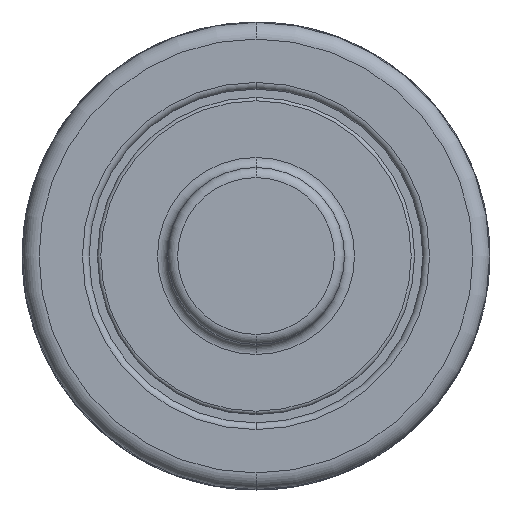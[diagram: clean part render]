
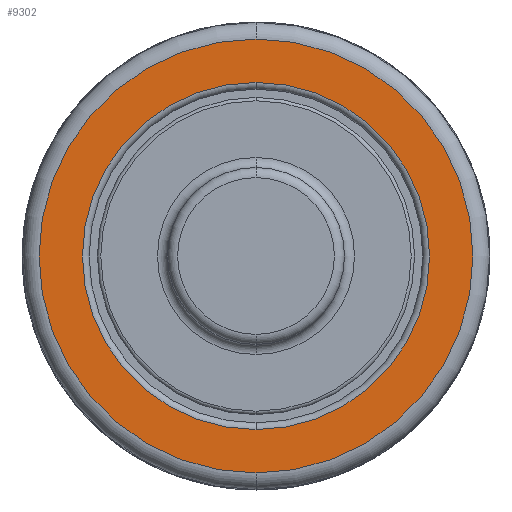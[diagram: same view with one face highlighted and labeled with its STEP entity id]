
A CAD part, left-side view. The second image highlights one B-rep face of the part: STEP entity #9302.
In plain terms, the highlighted planar face has unit normal (-1, 0, 0).
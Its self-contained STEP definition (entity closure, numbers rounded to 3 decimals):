
#512 = DIRECTION ( 'NONE',  ( 1., 0., 0. ) ) ;
#1547 = CARTESIAN_POINT ( 'NONE',  ( 0., 0., -5.2 ) ) ;
#2814 = EDGE_CURVE ( 'NONE', #3038, #21576, #7002, .T. ) ;
#3017 = CARTESIAN_POINT ( 'NONE',  ( 0., 0., 0. ) ) ;
#3038 = VERTEX_POINT ( 'NONE', #12335 ) ;
#3641 = CIRCLE ( 'NONE', #16599, 6.5 ) ;
#4472 = PLANE ( 'NONE',  #7392 ) ;
#5710 = ORIENTED_EDGE ( 'NONE', *, *, #13193, .T. ) ;
#5713 = CIRCLE ( 'NONE', #12808, 5.2 ) ;
#5937 = VERTEX_POINT ( 'NONE', #11243 ) ;
#6570 = FACE_OUTER_BOUND ( 'NONE', #9260, .T. ) ;
#7002 = CIRCLE ( 'NONE', #14950, 5.2 ) ;
#7392 = AXIS2_PLACEMENT_3D ( 'NONE', #10500, #512, #8530 ) ;
#7894 = DIRECTION ( 'NONE',  ( 1., 0., 0. ) ) ;
#8530 = DIRECTION ( 'NONE',  ( 0., 0., -1. ) ) ;
#9163 = CIRCLE ( 'NONE', #23767, 6.5 ) ;
#9260 = EDGE_LOOP ( 'NONE', ( #19351, #5710 ) ) ;
#9302 = ADVANCED_FACE ( 'NONE', ( #14413, #6570 ), #4472, .F. ) ;
#10154 = VERTEX_POINT ( 'NONE', #25282 ) ;
#10500 = CARTESIAN_POINT ( 'NONE',  ( 0., 0., 0. ) ) ;
#10661 = DIRECTION ( 'NONE',  ( 0., 0., -1. ) ) ;
#11243 = CARTESIAN_POINT ( 'NONE',  ( 0., 0., 6.5 ) ) ;
#11921 = DIRECTION ( 'NONE',  ( 0., 0., -1. ) ) ;
#12335 = CARTESIAN_POINT ( 'NONE',  ( 0., 0., 5.2 ) ) ;
#12571 = EDGE_CURVE ( 'NONE', #21576, #3038, #5713, .T. ) ;
#12808 = AXIS2_PLACEMENT_3D ( 'NONE', #25888, #7894, #11921 ) ;
#13193 = EDGE_CURVE ( 'NONE', #5937, #10154, #3641, .T. ) ;
#13670 = CARTESIAN_POINT ( 'NONE',  ( 0., 0., 0. ) ) ;
#14413 = FACE_BOUND ( 'NONE', #15570, .T. ) ;
#14584 = CARTESIAN_POINT ( 'NONE',  ( 0., 0., 0. ) ) ;
#14950 = AXIS2_PLACEMENT_3D ( 'NONE', #3017, #20654, #16763 ) ;
#15570 = EDGE_LOOP ( 'NONE', ( #19135, #19412 ) ) ;
#16599 = AXIS2_PLACEMENT_3D ( 'NONE', #14584, #24371, #10661 ) ;
#16763 = DIRECTION ( 'NONE',  ( 0., 0., -1. ) ) ;
#19135 = ORIENTED_EDGE ( 'NONE', *, *, #12571, .T. ) ;
#19351 = ORIENTED_EDGE ( 'NONE', *, *, #22418, .T. ) ;
#19412 = ORIENTED_EDGE ( 'NONE', *, *, #2814, .T. ) ;
#19556 = DIRECTION ( 'NONE',  ( 0., 0., -1. ) ) ;
#20654 = DIRECTION ( 'NONE',  ( 1., 0., 0. ) ) ;
#21576 = VERTEX_POINT ( 'NONE', #1547 ) ;
#21652 = DIRECTION ( 'NONE',  ( -1., 0., 0. ) ) ;
#22418 = EDGE_CURVE ( 'NONE', #10154, #5937, #9163, .T. ) ;
#23767 = AXIS2_PLACEMENT_3D ( 'NONE', #13670, #21652, #19556 ) ;
#24371 = DIRECTION ( 'NONE',  ( -1., 0., 0. ) ) ;
#25282 = CARTESIAN_POINT ( 'NONE',  ( 0., 0., -6.5 ) ) ;
#25888 = CARTESIAN_POINT ( 'NONE',  ( 0., 0., 0. ) ) ;
